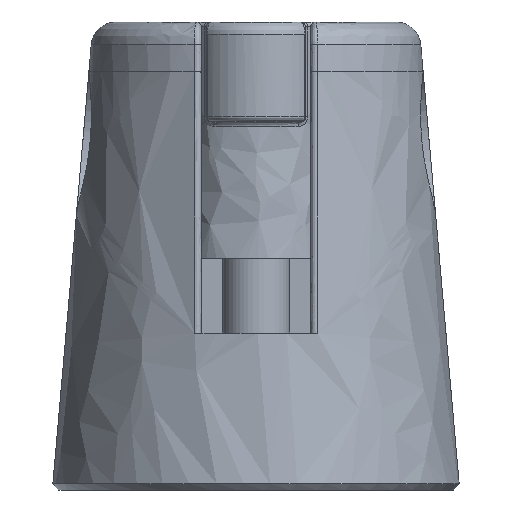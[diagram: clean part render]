
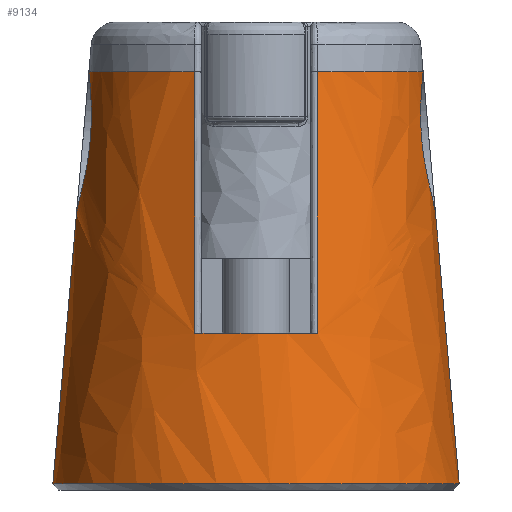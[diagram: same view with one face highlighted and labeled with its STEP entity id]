
A CAD part, front view. The second image highlights one B-rep face of the part: STEP entity #9134.
In plain terms, the highlighted free-form (B-spline) face has degree [2, 1] with [5, 2] control points.
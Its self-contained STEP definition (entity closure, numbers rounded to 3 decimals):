
#3632=CARTESIAN_POINT('V116',(-15.382,
   -19.391,23.));
#3633=VERTEX_POINT('V116',#3632);
#3641=CARTESIAN_POINT('V21',(-11.161,-25.15,
   23.0));
#3642=VERTEX_POINT('V21',#3641);
#3643=CARTESIAN_POINT('E164',(-11.161,
   -25.15,23.0));
#3644=CARTESIAN_POINT('E164',(-15.08,
   -23.596,23.0));
#3645=CARTESIAN_POINT('E164',(-15.382,
   -19.391,23.0));
#3653=(BOUNDED_CURVE()B_SPLINE_CURVE(2,(#3643,#3644,#3645),
   .CIRCULAR_ARC.,.F.,.U.)B_SPLINE_CURVE_WITH_KNOTS((3,3),(
   0.078,0.777),.UNSPECIFIED.)CURVE()
   GEOMETRIC_REPRESENTATION_ITEM()RATIONAL_B_SPLINE_CURVE((
   0.89,0.788,0.972))
   REPRESENTATION_ITEM('E164'));
#3654=EDGE_CURVE('E164',#3642,#3633,#3653,.T.);
#3744=CARTESIAN_POINT('V117',(-15.903,
   -18.909,17.25));
#3745=VERTEX_POINT('V117',#3744);
#3759=CARTESIAN_POINT('E165',(-15.382,
   -19.391,23.0));
#3760=CARTESIAN_POINT('E165',(-15.373,
   -19.962,22.641));
#3761=CARTESIAN_POINT('E165',(-15.313,
   -20.417,22.105));
#3762=CARTESIAN_POINT('E165',(-15.296,
   -20.838,21.054));
#3763=CARTESIAN_POINT('E165',(-15.31,
   -20.917,20.624));
#3764=CARTESIAN_POINT('E165',(-15.43,
   -20.894,19.383));
#3765=CARTESIAN_POINT('E165',(-15.589,
   -20.585,18.694));
#3766=CARTESIAN_POINT('E165',(-15.802,
   -19.848,17.792));
#3767=CARTESIAN_POINT('E165',(-15.884,
   -19.417,17.461));
#3768=CARTESIAN_POINT('E165',(-15.903,
   -18.909,17.25));
#3769=B_SPLINE_CURVE_WITH_KNOTS('E165',3,(#3759,#3760,#3761,#3762,
   #3763,#3764,#3765,#3766,#3767,#3768),.UNSPECIFIED.,.F.,.U.,(4,2,
   2,2,4),(0.0,0.269,0.437,
   0.749,1.0),.UNSPECIFIED.);
#3770=EDGE_CURVE('E165',#3633,#3745,#3769,.T.);
#3796=CARTESIAN_POINT('V6',(-16.848,-18.909,
   6.449));
#3797=VERTEX_POINT('V6',#3796);
#3798=CARTESIAN_POINT('E166',(-15.903,
   -18.909,17.25));
#3799=CARTESIAN_POINT('E166',(-16.848,
   -18.909,6.449));
#3800=B_SPLINE_CURVE_WITH_KNOTS('E166',1,(#3798,#3799),
   .POLYLINE_FORM.,.F.,.U.,(2,2),(0.0,0.635),
   .UNSPECIFIED.);
#3801=EDGE_CURVE('E166',#3745,#3797,#3800,.T.);
#3881=CARTESIAN_POINT('V2',(-0.526,-18.909,
   6.449));
#3882=VERTEX_POINT('V2',#3881);
#3912=CARTESIAN_POINT('V114',(-1.471,-18.909,
   17.25));
#3913=VERTEX_POINT('V114',#3912);
#3927=CARTESIAN_POINT('E160',(-0.526,-18.909,
   6.449));
#3928=CARTESIAN_POINT('E160',(-1.471,-18.909,
   17.25));
#3929=B_SPLINE_CURVE_WITH_KNOTS('E160',1,(#3927,#3928),
   .POLYLINE_FORM.,.F.,.U.,(2,2),(0.026,
   0.662),.UNSPECIFIED.);
#3930=EDGE_CURVE('E160',#3882,#3913,#3929,.T.);
#3966=CARTESIAN_POINT('V115',(-1.992,-19.391,
   23.));
#3967=VERTEX_POINT('V115',#3966);
#3975=CARTESIAN_POINT('E161',(-1.471,-18.909,
   17.25));
#3976=CARTESIAN_POINT('E161',(-1.49,-19.417,
   17.461));
#3977=CARTESIAN_POINT('E161',(-1.572,-19.848,
   17.792));
#3978=CARTESIAN_POINT('E161',(-1.785,-20.585,
   18.694));
#3979=CARTESIAN_POINT('E161',(-1.944,-20.894,
   19.383));
#3980=CARTESIAN_POINT('E161',(-2.064,-20.917,
   20.624));
#3981=CARTESIAN_POINT('E161',(-2.078,-20.838,
   21.054));
#3982=CARTESIAN_POINT('E161',(-2.061,-20.417,
   22.105));
#3983=CARTESIAN_POINT('E161',(-2.001,-19.962,
   22.641));
#3984=CARTESIAN_POINT('E161',(-1.992,-19.391,
   23.0));
#3985=B_SPLINE_CURVE_WITH_KNOTS('E161',3,(#3975,#3976,#3977,#3978,
   #3979,#3980,#3981,#3982,#3983,#3984),.UNSPECIFIED.,.F.,.U.,(4,2,
   2,2,4),(0.0,0.251,0.563,
   0.731,1.0),.UNSPECIFIED.);
#3986=EDGE_CURVE('E161',#3913,#3967,#3985,.T.);
#4056=CARTESIAN_POINT('V41',(-6.213,-25.15,
   23.0));
#4057=VERTEX_POINT('V41',#4056);
#4065=CARTESIAN_POINT('E162',(-1.992,-19.391,
   23.0));
#4066=CARTESIAN_POINT('E162',(-2.294,-23.596,
   23.0));
#4067=CARTESIAN_POINT('E162',(-6.213,-25.15,
   23.0));
#4075=(BOUNDED_CURVE()B_SPLINE_CURVE(2,(#4065,#4066,#4067),
   .CIRCULAR_ARC.,.F.,.U.)B_SPLINE_CURVE_WITH_KNOTS((3,3),(
   0.05,0.75),.UNSPECIFIED.)CURVE()
   GEOMETRIC_REPRESENTATION_ITEM()RATIONAL_B_SPLINE_CURVE((
   0.972,0.788,0.89))
   REPRESENTATION_ITEM('E162'));
#4076=EDGE_CURVE('E162',#3967,#4057,#4075,.T.);
#4290=CARTESIAN_POINT('V44',(-6.222,-26.132,
   12.5));
#4291=VERTEX_POINT('V44',#4290);
#4299=CARTESIAN_POINT('E65',(-6.213,-25.15,
   23.));
#4300=CARTESIAN_POINT('E65',(-6.217,-25.48,
   19.5));
#4301=CARTESIAN_POINT('E65',(-6.22,-25.807,
   16.));
#4302=CARTESIAN_POINT('E65',(-6.222,-26.132,
   12.5));
#4303=B_SPLINE_CURVE_WITH_KNOTS('E65',3,(#4299,#4300,#4301,#4302),
   .UNSPECIFIED.,.F.,.U.,(4,4),(2.0,29.086),
   .UNSPECIFIED.);
#4304=EDGE_CURVE('E65',#4057,#4291,#4303,.T.);
#9064=CARTESIAN_POINT('E7',(-16.848,-18.909,
   6.449));
#9065=CARTESIAN_POINT('E7',(-16.848,-27.07,
   6.449));
#9066=CARTESIAN_POINT('E7',(-8.687,-27.07,
   6.449));
#9067=CARTESIAN_POINT('E7',(-0.526,-27.07,
   6.449));
#9068=CARTESIAN_POINT('E7',(-0.526,-18.909,
   6.449));
#9076=(BOUNDED_CURVE()B_SPLINE_CURVE(2,(#9064,#9065,#9066,#9067,
   #9068),.CIRCULAR_ARC.,.F.,.U.)B_SPLINE_CURVE_WITH_KNOTS((3,2,3),
   (2.0,38.887,75.775),.UNSPECIFIED.)CURVE(
   )GEOMETRIC_REPRESENTATION_ITEM()RATIONAL_B_SPLINE_CURVE((1.0,
   0.707,1.0,0.707,1.0))REPRESENTATION_ITEM(
   'E7'));
#9077=EDGE_CURVE('E7',#3797,#3882,#9076,.T.);
#9082=CARTESIAN_POINT('F46',(-16.837,-17.932,
   5.9));
#9083=CARTESIAN_POINT('F46',(-17.939,-27.118,
   5.9));
#9084=CARTESIAN_POINT('F46',(-8.687,-27.118,
   5.9));
#9085=CARTESIAN_POINT('F46',(0.718,-27.118,
   5.9));
#9086=CARTESIAN_POINT('F46',(-0.554,-17.8,
   5.9));
#9087=CARTESIAN_POINT('F46',(-15.343,-18.111,
   23.1));
#9088=CARTESIAN_POINT('F46',(-16.243,-25.613,
   23.1));
#9089=CARTESIAN_POINT('F46',(-8.687,-25.613,
   23.1));
#9090=CARTESIAN_POINT('F46',(-1.006,-25.613,
   23.1));
#9091=CARTESIAN_POINT('F46',(-2.045,-18.003,
   23.1));
#9099=(BOUNDED_SURFACE()B_SPLINE_SURFACE(2,1,((#9082,#9087),(
   #9083,#9088),(#9084,#9089),(#9085,#9090),(#9086,#9091)),
   .CONICAL_SURF.,.F.,.F.,.U.)B_SPLINE_SURFACE_WITH_KNOTS((3,2,3),
   (2,2),(0.165,1.235,2.316),(
   0.0,1.0),.UNSPECIFIED.)GEOMETRIC_REPRESENTATION_ITEM()
   RATIONAL_B_SPLINE_SURFACE(((0.901,
   0.901),(0.63,0.63),(1.0,
   1.0),(0.626,0.626),(0.907,
   0.907)))REPRESENTATION_ITEM('F46')SURFACE());
#9100=ORIENTED_EDGE('F2',*,*,#9077,.T.);
#9101=ORIENTED_EDGE('F76',*,*,#3930,.T.);
#9102=ORIENTED_EDGE('E161',*,*,#3986,.T.);
#9103=ORIENTED_EDGE('E162',*,*,#4076,.T.);
#9104=ORIENTED_EDGE('F21',*,*,#4304,.T.);
#9105=CARTESIAN_POINT('V22',(-11.151,-26.132,
   12.5));
#9106=VERTEX_POINT('V22',#9105);
#9107=CARTESIAN_POINT('E163',(-6.222,-26.132,
   12.5));
#9108=CARTESIAN_POINT('E163',(-7.421,-26.541,
   12.5));
#9109=CARTESIAN_POINT('E163',(-8.687,-26.541,
   12.5));
#9110=CARTESIAN_POINT('E163',(-9.953,-26.541,
   12.5));
#9111=CARTESIAN_POINT('E163',(-11.151,
   -26.132,12.5));
#9119=(BOUNDED_CURVE()B_SPLINE_CURVE(2,(#9107,#9108,#9109,#9110,
   #9111),.CIRCULAR_ARC.,.F.,.U.)B_SPLINE_CURVE_WITH_KNOTS((3,2,3),
   (1.005,1.235,1.465),
   .UNSPECIFIED.)CURVE()GEOMETRIC_REPRESENTATION_ITEM()
   RATIONAL_B_SPLINE_CURVE((0.871,0.92,
   1.0,0.92,0.871))REPRESENTATION_ITEM(
   'E163'));
#9120=EDGE_CURVE('E163',#4291,#9106,#9119,.T.);
#9121=ORIENTED_EDGE('E163',*,*,#9120,.T.);
#9122=CARTESIAN_POINT('E34',(-11.151,-26.132,
   12.5));
#9123=CARTESIAN_POINT('E34',(-11.154,-25.807,
   16.));
#9124=CARTESIAN_POINT('E34',(-11.157,-25.48,
   19.5));
#9125=CARTESIAN_POINT('E34',(-11.161,-25.15,
   23.0));
#9126=B_SPLINE_CURVE_WITH_KNOTS('E34',3,(#9122,#9123,#9124,#9125),
   .UNSPECIFIED.,.F.,.U.,(4,4),(2.0,29.086),
   .UNSPECIFIED.);
#9127=EDGE_CURVE('E34',#9106,#3642,#9126,.T.);
#9128=ORIENTED_EDGE('E34',*,*,#9127,.T.);
#9129=ORIENTED_EDGE('E164',*,*,#3654,.T.);
#9130=ORIENTED_EDGE('E165',*,*,#3770,.T.);
#9131=ORIENTED_EDGE('E166',*,*,#3801,.T.);
#9132=EDGE_LOOP('F46',(#9100,#9101,#9102,#9103,#9104,#9121,#9128,
   #9129,#9130,#9131));
#9133=FACE_OUTER_BOUND('F46',#9132,.T.);
#9134=ADVANCED_FACE('F46',(#9133),#9099,.T.);
